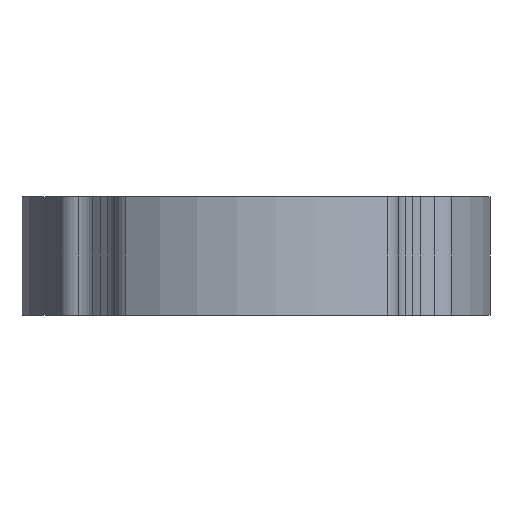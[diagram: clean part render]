
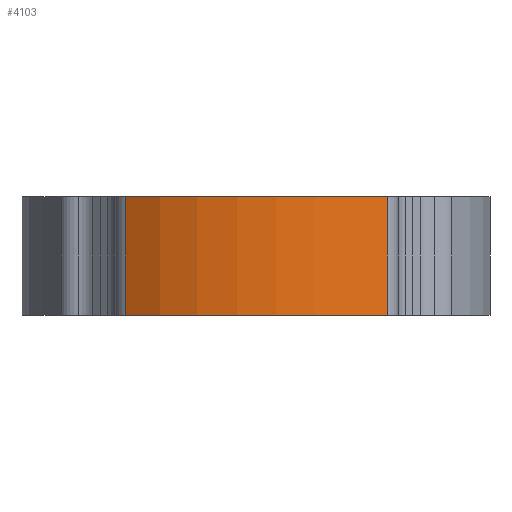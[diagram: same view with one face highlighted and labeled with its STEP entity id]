
A CAD part, left-side view. The second image highlights one B-rep face of the part: STEP entity #4103.
In plain terms, the highlighted cylindrical face has radius 79.449 mm (diameter 158.898 mm), a partial arc.
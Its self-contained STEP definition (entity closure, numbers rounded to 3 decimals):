
#284=CIRCLE('',#4589,79.449);
#285=CIRCLE('',#4590,79.449);
#443=CYLINDRICAL_SURFACE('',#4588,79.449);
#650=FACE_OUTER_BOUND('',#868,.T.);
#868=EDGE_LOOP('',(#3496,#3497,#3498,#3499));
#1200=LINE('',#7090,#1532);
#1201=LINE('',#7096,#1533);
#1532=VECTOR('',#5830,10.);
#1533=VECTOR('',#5837,10.);
#1936=VERTEX_POINT('',#7086);
#1937=VERTEX_POINT('',#7088);
#1938=VERTEX_POINT('',#7092);
#1939=VERTEX_POINT('',#7094);
#2530=EDGE_CURVE('',#1936,#1937,#1200,.T.);
#2531=EDGE_CURVE('',#1938,#1936,#284,.T.);
#2532=EDGE_CURVE('',#1939,#1937,#285,.T.);
#2533=EDGE_CURVE('',#1938,#1939,#1201,.T.);
#3496=ORIENTED_EDGE('',*,*,#2531,.T.);
#3497=ORIENTED_EDGE('',*,*,#2530,.T.);
#3498=ORIENTED_EDGE('',*,*,#2532,.F.);
#3499=ORIENTED_EDGE('',*,*,#2533,.F.);
#4103=ADVANCED_FACE('',(#650),#443,.T.);
#4588=AXIS2_PLACEMENT_3D('',#7091,#5831,#5832);
#4589=AXIS2_PLACEMENT_3D('',#7093,#5833,#5834);
#4590=AXIS2_PLACEMENT_3D('',#7095,#5835,#5836);
#5830=DIRECTION('',(0.,0.,1.));
#5831=DIRECTION('center_axis',(0.,0.,1.));
#5832=DIRECTION('ref_axis',(-0.83,0.558,0.));
#5833=DIRECTION('center_axis',(0.,0.,1.));
#5834=DIRECTION('ref_axis',(-0.83,0.558,0.));
#5835=DIRECTION('center_axis',(0.,0.,1.));
#5836=DIRECTION('ref_axis',(-0.83,0.558,0.));
#5837=DIRECTION('',(0.,0.,1.));
#7086=CARTESIAN_POINT('',(-2381.151,-1339.088,0.));
#7088=CARTESIAN_POINT('',(-2381.151,-1339.088,40.));
#7090=CARTESIAN_POINT('',(-2381.151,-1339.088,0.));
#7091=CARTESIAN_POINT('Origin',(-2315.204,-1294.781,0.));
#7092=CARTESIAN_POINT('',(-2381.151,-1250.475,0.));
#7093=CARTESIAN_POINT('Origin',(-2315.204,-1294.781,0.));
#7094=CARTESIAN_POINT('',(-2381.151,-1250.475,40.));
#7095=CARTESIAN_POINT('Origin',(-2315.204,-1294.781,40.));
#7096=CARTESIAN_POINT('',(-2381.151,-1250.475,0.));
